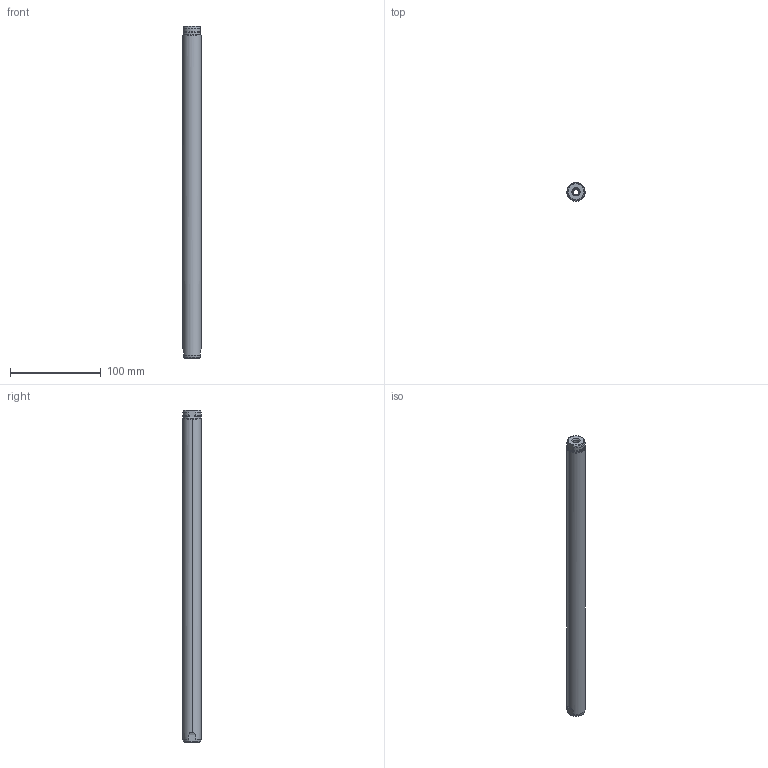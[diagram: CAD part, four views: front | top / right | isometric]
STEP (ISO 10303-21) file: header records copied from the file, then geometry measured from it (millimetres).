
FILE_DESCRIPTION (( 'STEP AP214' ), '1' );
FILE_NAME ('PL01-20x365!220-L.STEP', '2012-01-27T10:19:54', ( '' ), ( '' ), 'SwSTEP 2.0', 'SolidWorks 2010', '' );
FILE_SCHEMA (( 'AUTOMOTIVE_DESIGN' ));
Length unit declared in the file: millimetre
Products named in the file (1): PL01-20x365!220-L
Bounding box: 20 x 20 x 365 mm (x, y, z)
Volume: 102046.1 mm3; surface area: 30931.7 mm2
Topology: 1 solids, 1 shells, 47 faces, 122 edges, 80 vertices
Faces by surface type: plane 19, cylinder 16, cone 8, torus 4
Entity records: 1608 total; most frequent: CARTESIAN_POINT 414, ORIENTED_EDGE 244, DIRECTION 238, EDGE_CURVE 122, AXIS2_PLACEMENT_3D 96, VERTEX_POINT 80, EDGE_LOOP 52, CIRCLE 48
